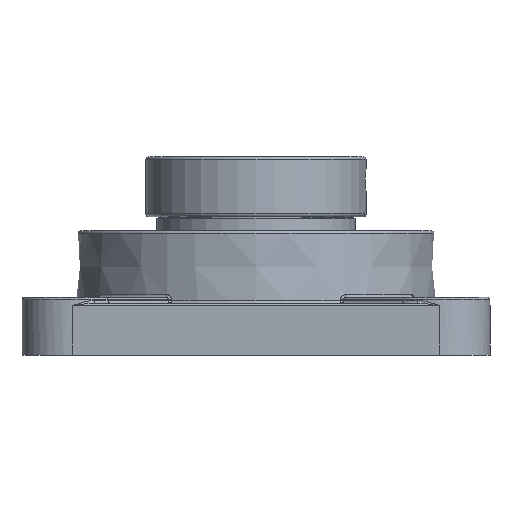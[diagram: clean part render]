
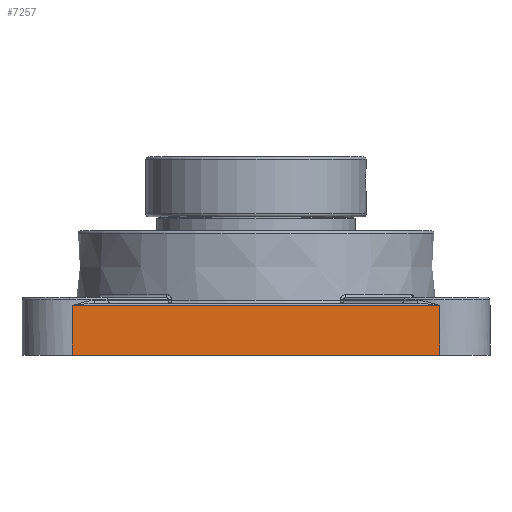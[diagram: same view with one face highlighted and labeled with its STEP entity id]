
A CAD part, front view. The second image highlights one B-rep face of the part: STEP entity #7257.
In plain terms, the highlighted planar face has unit normal (0, -1, 0).
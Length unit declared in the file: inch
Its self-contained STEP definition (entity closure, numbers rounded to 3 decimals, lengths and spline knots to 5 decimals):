
#2076=CARTESIAN_POINT('',(-2.50148,-3.18898,0.67366));
#2077=VERTEX_POINT('',#2076);
#2302=CARTESIAN_POINT('',(2.50148,-3.18898,0.67366));
#2303=VERTEX_POINT('',#2302);
#2304=CARTESIAN_POINT('',(-0.98483,-3.18898,0.67366));
#2305=DIRECTION('',(1.,0.,-0.));
#2306=VECTOR('',#2305,1.96967);
#2307=LINE('',#2304,#2306);
#2308=EDGE_CURVE('',#2077,#2303,#2307,.T.);
#3526=CARTESIAN_POINT('',(2.50148,-3.18898,0.));
#3527=VERTEX_POINT('',#3526);
#3528=CARTESIAN_POINT('',(2.50148,-3.18898,0.));
#3529=DIRECTION('',(0.,0.,1.));
#3530=VECTOR('',#3529,0.26522);
#3531=LINE('',#3528,#3530);
#3532=EDGE_CURVE('',#3527,#2303,#3531,.T.);
#3776=CARTESIAN_POINT('',(-2.50148,-3.18898,0.));
#3777=VERTEX_POINT('',#3776);
#3778=CARTESIAN_POINT('',(2.50148,-3.18898,0.));
#3779=DIRECTION('',(-1.,0.,0.));
#3780=VECTOR('',#3779,1.96967);
#3781=LINE('',#3778,#3780);
#3782=EDGE_CURVE('',#3527,#3777,#3781,.T.);
#6943=CARTESIAN_POINT('',(-2.50148,-3.18898,0.));
#6944=DIRECTION('',(0.,0.,1.));
#6945=VECTOR('',#6944,0.26522);
#6946=LINE('',#6943,#6945);
#6947=EDGE_CURVE('',#3777,#2077,#6946,.T.);
#7246=CARTESIAN_POINT('',(0.,-3.18898,0.));
#7247=DIRECTION('',(0.,-1.,0.));
#7248=DIRECTION('',(1.,0.,0.));
#7249=AXIS2_PLACEMENT_3D('',#7246,#7247,#7248);
#7250=PLANE('',#7249);
#7251=ORIENTED_EDGE('',*,*,#2308,.F.);
#7252=ORIENTED_EDGE('',*,*,#6947,.F.);
#7253=ORIENTED_EDGE('',*,*,#3782,.F.);
#7254=ORIENTED_EDGE('',*,*,#3532,.T.);
#7255=EDGE_LOOP('',(#7251,#7252,#7253,#7254));
#7256=FACE_BOUND('',#7255,.T.);
#7257=ADVANCED_FACE('',(#7256),#7250,.T.);
